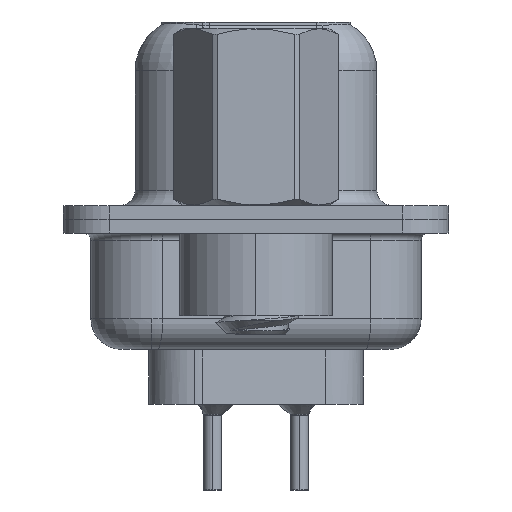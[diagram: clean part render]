
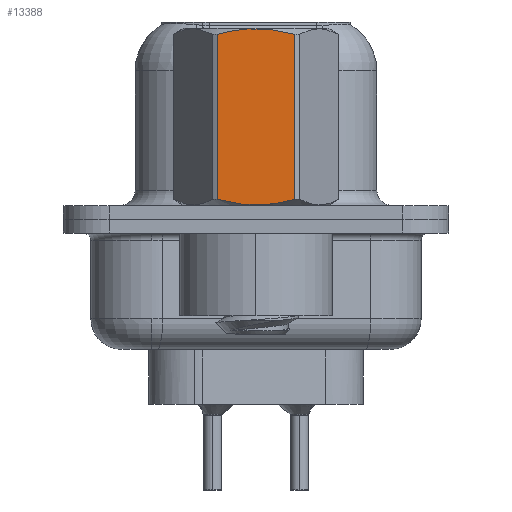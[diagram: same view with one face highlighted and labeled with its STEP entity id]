
A CAD part, left-side view. The second image highlights one B-rep face of the part: STEP entity #13388.
In plain terms, the highlighted planar face has unit normal (-1, 0, 0).
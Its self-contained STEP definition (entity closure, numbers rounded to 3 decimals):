
#218 = CARTESIAN_POINT ( 'NONE',  ( -2.381, -1.273, 0.652 ) ) ;
#310 = CARTESIAN_POINT ( 'NONE',  ( -2.381, -1.066, 0.596 ) ) ;
#752 = ORIENTED_EDGE ( 'NONE', *, *, #2668, .T. ) ;
#1189 = LINE ( 'NONE', #10164, #7267 ) ;
#1297 = CARTESIAN_POINT ( 'NONE',  ( -2.381, -0.858, 0.55 ) ) ;
#1369 = ORIENTED_EDGE ( 'NONE', *, *, #1707, .T. ) ;
#1391 = CARTESIAN_POINT ( 'NONE',  ( -2.381, -0.432, 0.485 ) ) ;
#1646 = CARTESIAN_POINT ( 'NONE',  ( -2.381, -0.858, 6.15 ) ) ;
#1707 = EDGE_CURVE ( 'NONE', #5827, #20405, #21416, .T. ) ;
#1825 = CARTESIAN_POINT ( 'NONE',  ( -2.381, 1.273, 3.792 ) ) ;
#2081 = EDGE_CURVE ( 'NONE', #20405, #23909, #26579, .T. ) ;
#2668 = EDGE_CURVE ( 'NONE', #10798, #5827, #5059, .T. ) ;
#3109 = PLANE ( 'NONE',  #18836 ) ;
#3306 = CARTESIAN_POINT ( 'NONE',  ( -2.381, -0.215, 0.468 ) ) ;
#5059 = B_SPLINE_CURVE_WITH_KNOTS ( 'NONE', 3,
 ( #10009, #11004, #1646, #10187, #10206, #13979, #14181, #14254, #14272, #14307 ),
 .UNSPECIFIED., .F., .F.,
 ( 4, 2, 2, 2, 4 ),
 ( 0.001, 0.002, 0.002, 0.003, 0.004 ),
 .UNSPECIFIED. ) ;
#5144 = EDGE_CURVE ( 'NONE', #23909, #10798, #1189, .T. ) ;
#5155 = DIRECTION ( 'NONE',  ( -1., 0., 0. ) ) ;
#5247 = CARTESIAN_POINT ( 'NONE',  ( -2.381, -1.273, 6.048 ) ) ;
#5827 = VERTEX_POINT ( 'NONE', #16340 ) ;
#6556 = DIRECTION ( 'NONE',  ( 0., 0., 1. ) ) ;
#7267 = VECTOR ( 'NONE', #6556, 1000. ) ;
#9827 = CARTESIAN_POINT ( 'NONE',  ( -2.381, -1.273, 0.652 ) ) ;
#10009 = CARTESIAN_POINT ( 'NONE',  ( -2.381, -1.273, 6.048 ) ) ;
#10164 = CARTESIAN_POINT ( 'NONE',  ( -2.381, -1.273, 3.792 ) ) ;
#10187 = CARTESIAN_POINT ( 'NONE',  ( -2.381, -0.432, 6.215 ) ) ;
#10206 = CARTESIAN_POINT ( 'NONE',  ( -2.381, -0.215, 6.232 ) ) ;
#10798 = VERTEX_POINT ( 'NONE', #5247 ) ;
#11004 = CARTESIAN_POINT ( 'NONE',  ( -2.381, -1.066, 6.104 ) ) ;
#11232 = CARTESIAN_POINT ( 'NONE',  ( -2.381, 0.853, 0.549 ) ) ;
#11401 = CARTESIAN_POINT ( 'NONE',  ( -2.381, 1.065, 0.596 ) ) ;
#13388 = ADVANCED_FACE ( 'NONE', ( #19602 ), #3109, .T. ) ;
#13979 = CARTESIAN_POINT ( 'NONE',  ( -2.381, 0.215, 6.232 ) ) ;
#14181 = CARTESIAN_POINT ( 'NONE',  ( -2.381, 0.428, 6.215 ) ) ;
#14254 = CARTESIAN_POINT ( 'NONE',  ( -2.381, 0.853, 6.151 ) ) ;
#14272 = CARTESIAN_POINT ( 'NONE',  ( -2.381, 1.065, 6.104 ) ) ;
#14307 = CARTESIAN_POINT ( 'NONE',  ( -2.381, 1.273, 6.048 ) ) ;
#14641 = DIRECTION ( 'NONE',  ( 0., 0., -1. ) ) ;
#15161 = CARTESIAN_POINT ( 'NONE',  ( -2.381, 1.375, -3.75 ) ) ;
#15308 = VECTOR ( 'NONE', #14641, 1000. ) ;
#16340 = CARTESIAN_POINT ( 'NONE',  ( -2.381, 1.273, 6.048 ) ) ;
#16395 = ORIENTED_EDGE ( 'NONE', *, *, #5144, .T. ) ;
#16572 = EDGE_LOOP ( 'NONE', ( #17185, #16395, #752, #1369 ) ) ;
#17185 = ORIENTED_EDGE ( 'NONE', *, *, #2081, .T. ) ;
#18379 = CARTESIAN_POINT ( 'NONE',  ( -2.381, 1.273, 0.652 ) ) ;
#18836 = AXIS2_PLACEMENT_3D ( 'NONE', #15161, #5155, #19359 ) ;
#19359 = DIRECTION ( 'NONE',  ( 0., -1., 0. ) ) ;
#19602 = FACE_OUTER_BOUND ( 'NONE', #16572, .T. ) ;
#20405 = VERTEX_POINT ( 'NONE', #18379 ) ;
#20765 = CARTESIAN_POINT ( 'NONE',  ( -2.381, 0.215, 0.468 ) ) ;
#20851 = CARTESIAN_POINT ( 'NONE',  ( -2.381, 0.428, 0.485 ) ) ;
#21121 = CARTESIAN_POINT ( 'NONE',  ( -2.381, 1.273, 0.652 ) ) ;
#21416 = LINE ( 'NONE', #1825, #15308 ) ;
#23909 = VERTEX_POINT ( 'NONE', #9827 ) ;
#26579 = B_SPLINE_CURVE_WITH_KNOTS ( 'NONE', 3,
 ( #21121, #11401, #11232, #20851, #20765, #3306, #1391, #1297, #310, #218 ),
 .UNSPECIFIED., .F., .F.,
 ( 4, 2, 2, 2, 4 ),
 ( 0.003, 0.003, 0.004, 0.004, 0.005 ),
 .UNSPECIFIED. ) ;
